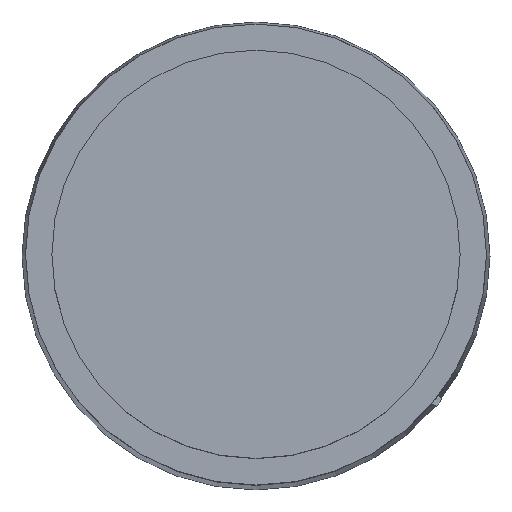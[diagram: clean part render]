
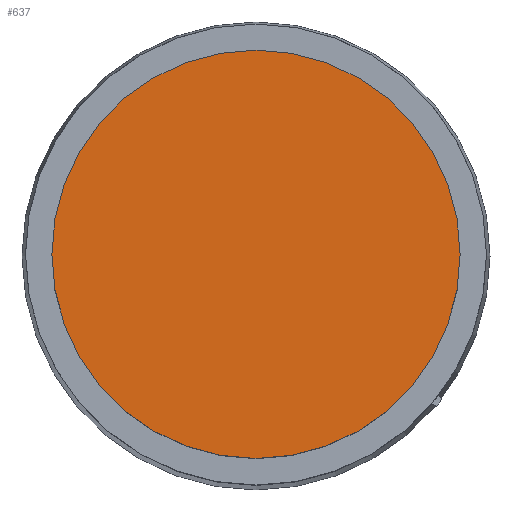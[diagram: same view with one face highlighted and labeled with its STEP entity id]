
A CAD part, top view. The second image highlights one B-rep face of the part: STEP entity #637.
In plain terms, the highlighted planar face has unit normal (0, 0, 1).
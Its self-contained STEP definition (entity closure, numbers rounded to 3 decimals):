
#462=PLANE('',#1748);
#637=ADVANCED_FACE('',(#704),#462,.T.);
#704=FACE_OUTER_BOUND('',#797,.T.);
#797=EDGE_LOOP('',(#1215));
#1215=ORIENTED_EDGE('',*,*,#1561,.F.);
#1392=VERTEX_POINT('',#3128);
#1561=EDGE_CURVE('',#1392,#1392,#1627,.T.);
#1627=CIRCLE('',#1747,31.);
#1747=AXIS2_PLACEMENT_3D('',#3127,#2002,#2003);
#1748=AXIS2_PLACEMENT_3D('',#3129,#2004,#2005);
#2002=DIRECTION('',(0.,0.,-1.));
#2003=DIRECTION('',(1.,0.,0.));
#2004=DIRECTION('',(0.,0.,1.));
#2005=DIRECTION('',(0.875,-0.485,0.));
#3127=CARTESIAN_POINT('',(0.,0.,131.95));
#3128=CARTESIAN_POINT('',(31.,0.,131.95));
#3129=CARTESIAN_POINT('',(15.247,27.507,131.95));
